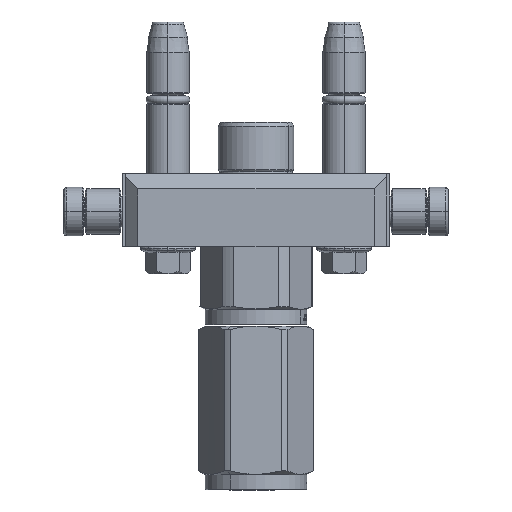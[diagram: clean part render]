
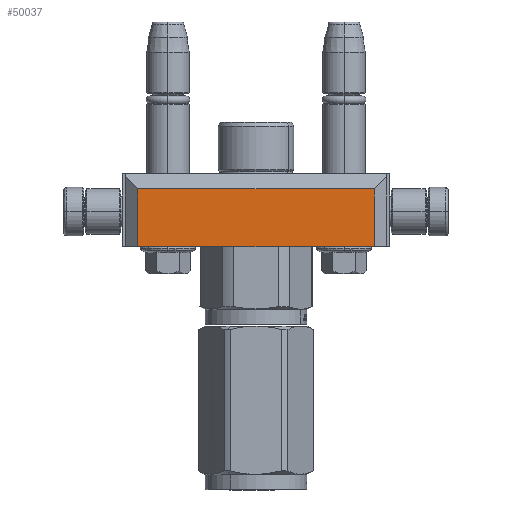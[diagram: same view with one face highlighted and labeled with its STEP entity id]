
A CAD part, left-side view. The second image highlights one B-rep face of the part: STEP entity #50037.
In plain terms, the highlighted face is planar.
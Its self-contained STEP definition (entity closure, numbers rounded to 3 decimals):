
#2025 = AXIS2_PLACEMENT_3D ( 'NONE', #23729, #49489, #40752 ) ;
#6556 = DIRECTION ( 'NONE',  ( 0., 0., -1. ) ) ;
#7420 = CARTESIAN_POINT ( 'NONE',  ( -39., 42.75, 5. ) ) ;
#9061 = EDGE_LOOP ( 'NONE', ( #15535, #9703, #48157, #35588 ) ) ;
#9316 = DIRECTION ( 'NONE',  ( 1., 0., 0. ) ) ;
#9703 = ORIENTED_EDGE ( 'NONE', *, *, #35490, .T. ) ;
#10199 = EDGE_CURVE ( 'NONE', #26443, #53445, #50740, .T. ) ;
#14737 = VECTOR ( 'NONE', #30958, 1000. ) ;
#15535 = ORIENTED_EDGE ( 'NONE', *, *, #36608, .F. ) ;
#20431 = CARTESIAN_POINT ( 'NONE',  ( -39., 42.75, 24. ) ) ;
#22554 = CARTESIAN_POINT ( 'NONE',  ( -39., 42.75, 5. ) ) ;
#23103 = FACE_OUTER_BOUND ( 'NONE', #9061, .T. ) ;
#23729 = CARTESIAN_POINT ( 'NONE',  ( 44., 42.75, 0. ) ) ;
#24045 = VECTOR ( 'NONE', #9316, 1000. ) ;
#26443 = VERTEX_POINT ( 'NONE', #20431 ) ;
#27800 = CARTESIAN_POINT ( 'NONE',  ( -39., 42.75, 24. ) ) ;
#28238 = LINE ( 'NONE', #53904, #52945 ) ;
#28314 = DIRECTION ( 'NONE',  ( 0., 0., -1. ) ) ;
#30089 = LINE ( 'NONE', #47782, #14737 ) ;
#30958 = DIRECTION ( 'NONE',  ( -1., 0., 0. ) ) ;
#31278 = VERTEX_POINT ( 'NONE', #31932 ) ;
#31932 = CARTESIAN_POINT ( 'NONE',  ( 39., 42.75, 24. ) ) ;
#35256 = CARTESIAN_POINT ( 'NONE',  ( 39., 42.75, 5. ) ) ;
#35419 = LINE ( 'NONE', #22554, #24045 ) ;
#35490 = EDGE_CURVE ( 'NONE', #31278, #47388, #28238, .T. ) ;
#35588 = ORIENTED_EDGE ( 'NONE', *, *, #10199, .F. ) ;
#36608 = EDGE_CURVE ( 'NONE', #31278, #26443, #30089, .T. ) ;
#40752 = DIRECTION ( 'NONE',  ( -1., 0., 0. ) ) ;
#47388 = VERTEX_POINT ( 'NONE', #35256 ) ;
#47457 = EDGE_CURVE ( 'NONE', #53445, #47388, #35419, .T. ) ;
#47782 = CARTESIAN_POINT ( 'NONE',  ( 39., 42.75, 24. ) ) ;
#48157 = ORIENTED_EDGE ( 'NONE', *, *, #47457, .F. ) ;
#49410 = VECTOR ( 'NONE', #6556, 1000. ) ;
#49489 = DIRECTION ( 'NONE',  ( 0., 1., 0. ) ) ;
#50037 = ADVANCED_FACE ( 'NONE', ( #23103 ), #53791, .T. ) ;
#50740 = LINE ( 'NONE', #27800, #49410 ) ;
#52945 = VECTOR ( 'NONE', #28314, 1000. ) ;
#53445 = VERTEX_POINT ( 'NONE', #7420 ) ;
#53791 = PLANE ( 'NONE',  #2025 ) ;
#53904 = CARTESIAN_POINT ( 'NONE',  ( 39., 42.75, 24. ) ) ;
